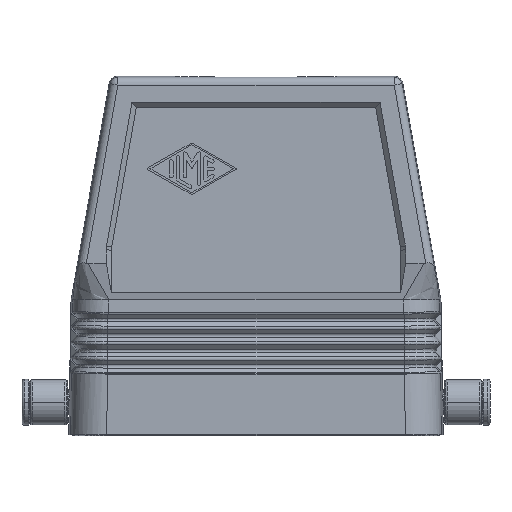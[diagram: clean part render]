
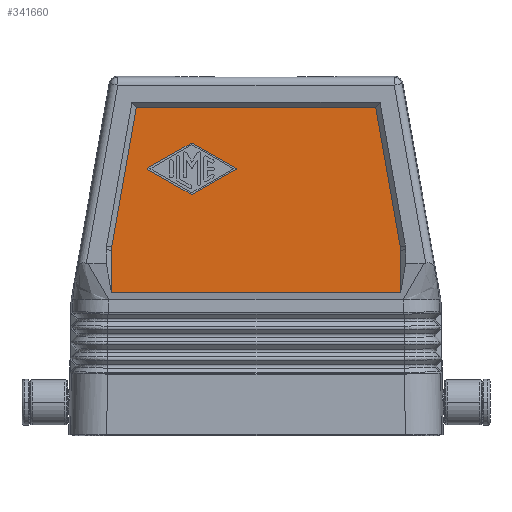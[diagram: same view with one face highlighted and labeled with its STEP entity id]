
A CAD part, left-side view. The second image highlights one B-rep face of the part: STEP entity #341660.
In plain terms, the highlighted planar face has unit normal (-1, 0, 0).
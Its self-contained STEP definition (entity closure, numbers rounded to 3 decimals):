
#171270=CARTESIAN_POINT('',(74.12,-0.695,
36.859));
#171280=VERTEX_POINT('',#171270);
#171460=CARTESIAN_POINT('',(74.12,-0.759,
36.123));
#171470=VERTEX_POINT('',#171460);
#171500=CARTESIAN_POINT('',(74.12,7.729,
35.752));
#171510=DIRECTION('',(1.,0.,0.));
#171520=DIRECTION('',(0.,0.996,-0.087));
#171530=AXIS2_PLACEMENT_3D('',#171500,#171510,#171520);
#171540=ELLIPSE('',#171530,8.504,6.002);
#171550=EDGE_CURVE('',#171280,#171470,#171540,.T.);
#195920=CARTESIAN_POINT('',(74.12,-0.759,
27.871));
#195930=VERTEX_POINT('',#195920);
#195960=CARTESIAN_POINT('',(74.12,-0.759,
34.229));
#195970=DIRECTION('',(0.,0.,1.));
#195980=VECTOR('',#195970,1.);
#195990=LINE('',#195960,#195980);
#196000=EDGE_CURVE('',#195930,#171470,#195990,.T.);
#249210=CARTESIAN_POINT('',(74.12,-1.158,
34.229));
#249220=DIRECTION('',(0.,0.174,0.985));
#249230=VECTOR('',#249220,1.);
#249240=LINE('',#249210,#249230);
#249250=CARTESIAN_POINT('',(74.12,4.087,
64.));
#249260=VERTEX_POINT('',#249250);
#249270=EDGE_CURVE('',#171280,#249260,#249240,.T.);
#337580=CARTESIAN_POINT('',(74.12,25.163,
64.));
#337590=DIRECTION('',(0.,1.,0.));
#337600=VECTOR('',#337590,1.);
#337610=LINE('',#337580,#337600);
#337620=CARTESIAN_POINT('',(74.12,50.734,
64.));
#337630=VERTEX_POINT('',#337620);
#337640=EDGE_CURVE('',#249260,#337630,#337610,.T.);
#337960=CARTESIAN_POINT('',(74.12,55.979,
34.229));
#337970=DIRECTION('',(0.,-0.174,0.985));
#337980=VECTOR('',#337970,1.);
#337990=LINE('',#337960,#337980);
#338000=CARTESIAN_POINT('',(74.12,55.515,
36.865));
#338010=VERTEX_POINT('',#338000);
#338020=EDGE_CURVE('',#338010,#337630,#337990,.T.);
#340280=CARTESIAN_POINT('',(74.12,55.579,
34.229));
#340290=DIRECTION('',(0.,-0.,1.));
#340300=VECTOR('',#340290,1.);
#340310=LINE('',#340280,#340300);
#340320=CARTESIAN_POINT('',(74.12,55.579,
27.871));
#340330=VERTEX_POINT('',#340320);
#340340=CARTESIAN_POINT('',(74.12,55.579,
36.129));
#340350=VERTEX_POINT('',#340340);
#340360=EDGE_CURVE('',#340330,#340350,#340310,.T.);
#340700=CARTESIAN_POINT('',(74.12,54.827,
50.993));
#340710=DIRECTION('',(1.,0.,0.));
#340720=DIRECTION('',(0.,1.,0.));
#340730=AXIS2_PLACEMENT_3D('',#340700,#340710,#340720);
#340740=PLANE('',#340730);
#340750=ORIENTED_EDGE('',*,*,#340360,.F.);
#340760=CARTESIAN_POINT('',(74.12,47.091,
35.758));
#340770=DIRECTION('',(1.,0.,0.));
#340780=DIRECTION('',(0.,0.996,0.087));
#340790=AXIS2_PLACEMENT_3D('',#340760,#340770,#340780);
#340800=ELLIPSE('',#340790,8.504,6.002);
#340810=EDGE_CURVE('',#340350,#338010,#340800,.T.);
#340820=ORIENTED_EDGE('',*,*,#340810,.F.);
#340830=ORIENTED_EDGE('',*,*,#338020,.F.);
#340840=ORIENTED_EDGE('',*,*,#337640,.T.);
#340850=ORIENTED_EDGE('',*,*,#249270,.T.);
#340860=ORIENTED_EDGE('',*,*,#171550,.F.);
#340870=ORIENTED_EDGE('',*,*,#196000,.T.);
#340880=CARTESIAN_POINT('',(74.12,25.163,
27.871));
#340890=DIRECTION('',(0.,1.,0.));
#340900=VECTOR('',#340890,1.);
#340910=LINE('',#340880,#340900);
#340920=EDGE_CURVE('',#195930,#340330,#340910,.T.);
#340930=ORIENTED_EDGE('',*,*,#340920,.F.);
#340940=EDGE_LOOP('',(#340930,#340870,#340860,#340850,#340840,#340830,
#340820,#340750));
#340950=FACE_OUTER_BOUND('',#340940,.T.);
#340960=CARTESIAN_POINT('',(74.12,25.163,
38.523));
#340970=DIRECTION('',(0.,-0.868,-0.496));
#340980=VECTOR('',#340970,1.);
#340990=LINE('',#340960,#340980);
#341000=CARTESIAN_POINT('',(74.12,48.487,
51.855));
#341010=VERTEX_POINT('',#341000);
#341020=CARTESIAN_POINT('',(74.12,40.071,
47.044));
#341030=VERTEX_POINT('',#341020);
#341040=EDGE_CURVE('',#341010,#341030,#340990,.T.);
#341050=ORIENTED_EDGE('',*,*,#341040,.F.);
#341060=CARTESIAN_POINT('',(74.12,39.906,47.334));
#341070=DIRECTION('',(-1.,0.,0.));
#341080=DIRECTION('',(0.,-1.,0.));
#341090=AXIS2_PLACEMENT_3D('',#341060,#341070,#341080);
#341100=CIRCLE('',#341090,0.333);
#341110=CARTESIAN_POINT('',(74.12,39.74,
47.044));
#341120=VERTEX_POINT('',#341110);
#341130=EDGE_CURVE('',#341030,#341120,#341100,.T.);
#341140=ORIENTED_EDGE('',*,*,#341130,.F.);
#341150=CARTESIAN_POINT('',(74.12,25.163,
55.377));
#341160=DIRECTION('',(0.,-0.868,0.496));
#341170=VECTOR('',#341160,1.);
#341180=LINE('',#341150,#341170);
#341190=CARTESIAN_POINT('',(74.12,31.324,
51.855));
#341200=VERTEX_POINT('',#341190);
#341210=EDGE_CURVE('',#341120,#341200,#341180,.T.);
#341220=ORIENTED_EDGE('',*,*,#341210,.F.);
#341230=CARTESIAN_POINT('',(74.12,31.407,52.));
#341240=DIRECTION('',(-1.,0.,0.));
#341250=DIRECTION('',(0.,-1.,0.));
#341260=AXIS2_PLACEMENT_3D('',#341230,#341240,#341250);
#341270=CIRCLE('',#341260,0.167);
#341280=CARTESIAN_POINT('',(74.12,31.324,
52.145));
#341290=VERTEX_POINT('',#341280);
#341300=EDGE_CURVE('',#341200,#341290,#341270,.T.);
#341310=ORIENTED_EDGE('',*,*,#341300,.F.);
#341320=CARTESIAN_POINT('',(74.12,25.163,
48.623));
#341330=DIRECTION('',(0.,0.868,0.496));
#341340=VECTOR('',#341330,1.);
#341350=LINE('',#341320,#341340);
#341360=CARTESIAN_POINT('',(74.12,39.74,
56.956));
#341370=VERTEX_POINT('',#341360);
#341380=EDGE_CURVE('',#341290,#341370,#341350,.T.);
#341390=ORIENTED_EDGE('',*,*,#341380,.F.);
#341400=CARTESIAN_POINT('',(74.12,39.906,56.666));
#341410=DIRECTION('',(-1.,0.,0.));
#341420=DIRECTION('',(0.,-1.,0.));
#341430=AXIS2_PLACEMENT_3D('',#341400,#341410,#341420);
#341440=CIRCLE('',#341430,0.333);
#341450=CARTESIAN_POINT('',(74.12,40.071,
56.956));
#341460=VERTEX_POINT('',#341450);
#341470=EDGE_CURVE('',#341370,#341460,#341440,.T.);
#341480=ORIENTED_EDGE('',*,*,#341470,.F.);
#341490=CARTESIAN_POINT('',(74.12,25.163,
65.477));
#341500=DIRECTION('',(0.,0.868,-0.496));
#341510=VECTOR('',#341500,1.);
#341520=LINE('',#341490,#341510);
#341530=CARTESIAN_POINT('',(74.12,48.487,
52.145));
#341540=VERTEX_POINT('',#341530);
#341550=EDGE_CURVE('',#341460,#341540,#341520,.T.);
#341560=ORIENTED_EDGE('',*,*,#341550,.F.);
#341570=CARTESIAN_POINT('',(74.12,48.405,52.));
#341580=DIRECTION('',(-1.,0.,0.));
#341590=DIRECTION('',(0.,-1.,0.));
#341600=AXIS2_PLACEMENT_3D('',#341570,#341580,#341590);
#341610=CIRCLE('',#341600,0.167);
#341620=EDGE_CURVE('',#341540,#341010,#341610,.T.);
#341630=ORIENTED_EDGE('',*,*,#341620,.F.);
#341640=EDGE_LOOP('',(#341630,#341560,#341480,#341390,#341310,#341220,
#341140,#341050));
#341650=FACE_BOUND('',#341640,.T.);
#341660=ADVANCED_FACE('',(#340950,#341650),#340740,.F.);
